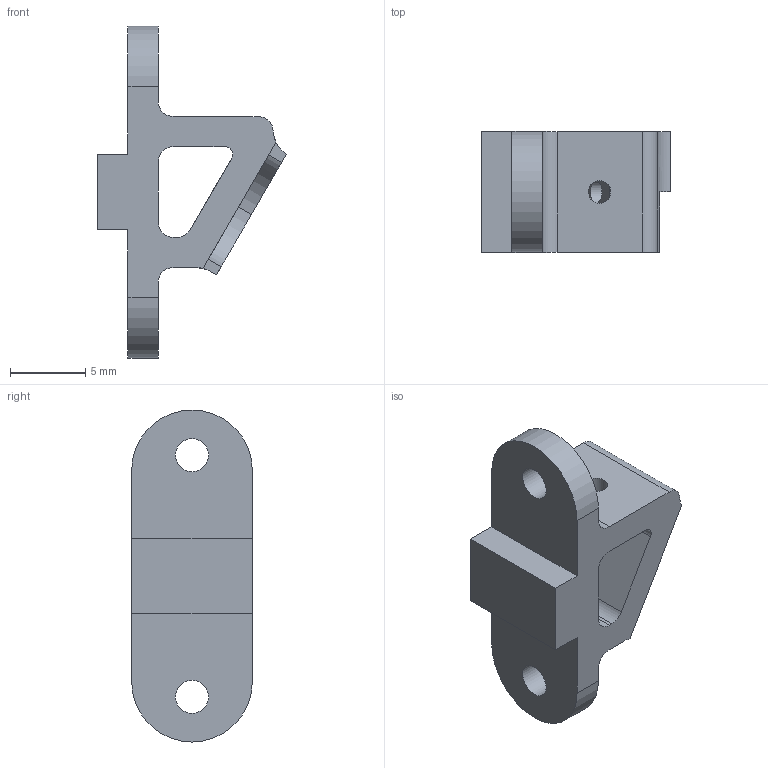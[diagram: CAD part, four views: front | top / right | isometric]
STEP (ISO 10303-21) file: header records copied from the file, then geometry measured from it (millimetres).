
FILE_DESCRIPTION(/* description */ (''),/* implementation_level */ '2;1');
FILE_NAME(/* name */ 'sensor_mount2 v8.step',/* time_stamp */ '2024-07-10T22:16:54+09:00',/* author */ (''),/* organization */ (''),/* preprocessor_version */ 'ST-DEVELOPER v20',/* originating_system */ 'Autodesk Translation Framework v13.14.0.145',/* authorisation */ '');
FILE_SCHEMA (('AUTOMOTIVE_DESIGN { 1 0 10303 214 3 1 1 }'));
Length unit declared in the file: millimetre
Products named in the file (1): sensor_mount2
Bounding box: 12.48 x 8 x 22 mm (x, y, z)
Volume: 692.3 mm3; surface area: 844.4 mm2
Topology: 1 solids, 1 shells, 39 faces, 110 edges, 72 vertices
Faces by surface type: plane 22, cylinder 17
Full cylindrical faces by diameter (mm): 1.5 x2, 2.2 x2
Entity records: 1330 total; most frequent: DIRECTION 229, CARTESIAN_POINT 223, ORIENTED_EDGE 222, EDGE_CURVE 111, AXIS2_PLACEMENT_3D 78, LINE 73, VECTOR 73, VERTEX_POINT 72
